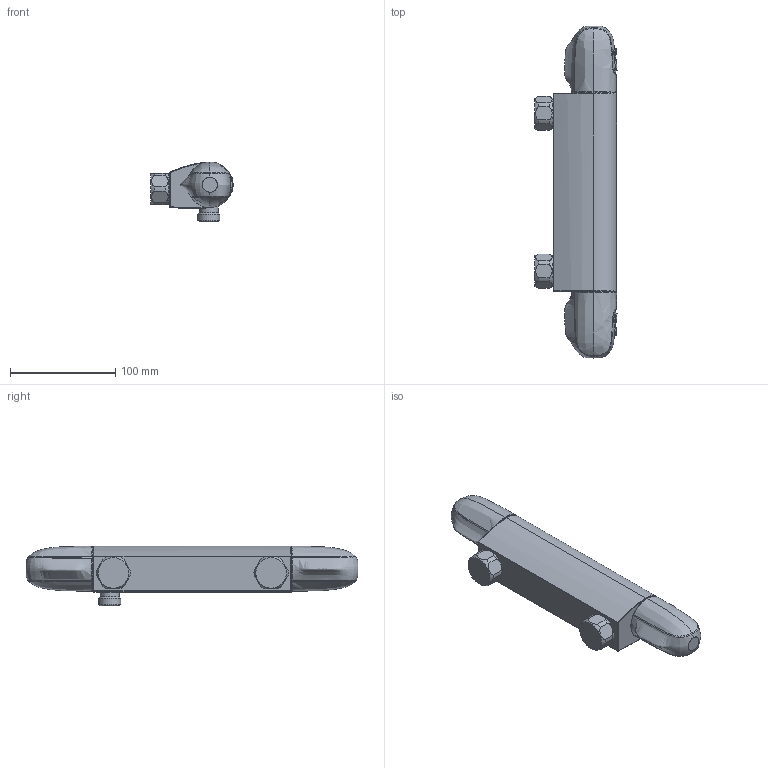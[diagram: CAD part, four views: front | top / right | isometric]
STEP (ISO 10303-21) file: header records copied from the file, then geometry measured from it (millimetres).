
FILE_DESCRIPTION(/* description */ ('Unknown'),/* implementation_level */ '2;1');
FILE_NAME(/* name */ '34146003',/* time_stamp */ '2022-08-29T12:22:16+02:00',/* author */ ('Unknown'),/* organization */ ('GROHE AG'),/* preprocessor_version */ 'ST-DEVELOPER v16.7',/* originating_system */ 'DEX',/* authorisation */ $);
FILE_SCHEMA (('AUTOMOTIVE_DESIGN {1 0 10303 214 3 1 1}'));
Length unit declared in the file: millimetre
Products named in the file (4): 34146003; id11; ALIAS BREP MODEL; REVOLVE#103
Assembly tree (3 placements, depth 2):
  34146003
    id11
    ALIAS BREP MODEL
    REVOLVE#103
Bounding box: 78.12 x 315.72 x 56.9 mm (x, y, z)
Surface area: 64454.1 mm2 (no closed solid volume)
Topology: 0 solids, 8 shells, 133 faces, 392 edges, 267 vertices
Faces by surface type: bspline 64, cylinder 29, plane 26, torus 6, sphere 6, cone 2
Full cylindrical faces by diameter (mm): 14.31 x2, 18 x1, 20.96 x1, 22.155 x2, 39 x2
Entity records: 14079 total; most frequent: CARTESIAN_POINT 10464, ORIENTED_EDGE 671, EDGE_CURVE 366, DIRECTION 359, VERTEX_POINT 257, B_SPLINE_CURVE_WITH_KNOTS 228, EDGE_LOOP 155, FACE_BOUND 155
